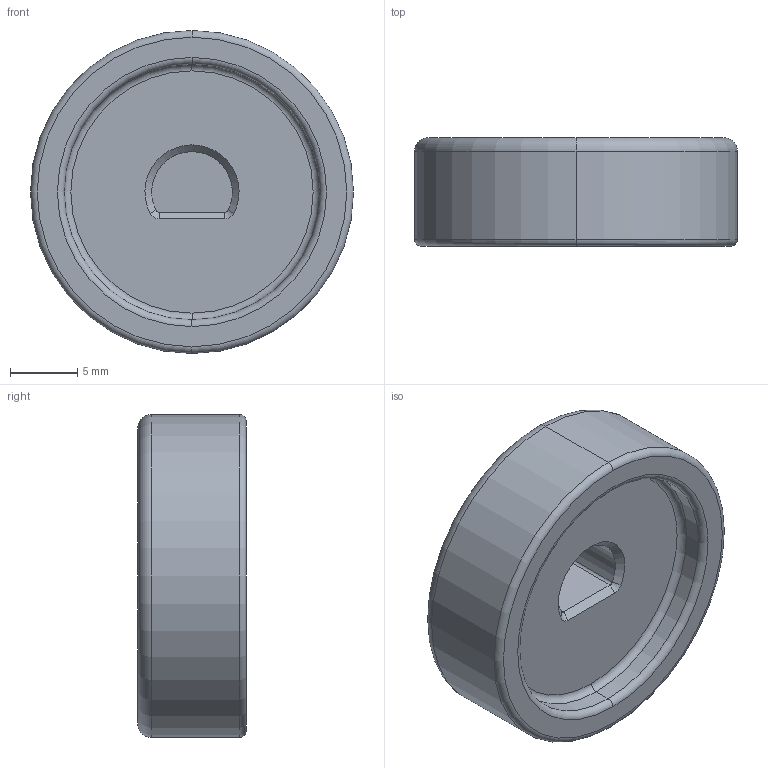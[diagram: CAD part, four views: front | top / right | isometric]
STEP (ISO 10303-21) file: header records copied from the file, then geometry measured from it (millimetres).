
FILE_DESCRIPTION((''),'2;1');
FILE_NAME('KNOB','2023-04-09T19:30:24',('DylanThrush'),('AGILITY ROBOTICS'),'CREO PARAMETRIC BY PTC INC, 2022284','CREO PARAMETRIC BY PTC INC, 2022284','');
FILE_SCHEMA(('AUTOMOTIVE_DESIGN { 1 0 10303 214 1 1 1 1 }'));
Length unit declared in the file: millimetre
Products named in the file (1): KNOB
Bounding box: 24 x 8.05 x 24 mm (x, y, z)
Volume: 2872.3 mm3; surface area: 1651.4 mm2
Topology: 1 solids, 1 shells, 24 faces, 48 edges, 28 vertices
Faces by surface type: torus 8, cylinder 7, plane 6, cone 3
Entity records: 931 total; most frequent: DIRECTION 129, CARTESIAN_POINT 102, COLOUR_RGB 102, ORIENTED_EDGE 96, AXIS2_PLACEMENT_3D 57, PRESENTATION_STYLE_ASSIGNMENT 49, STYLED_ITEM 49, CURVE_STYLE 48
